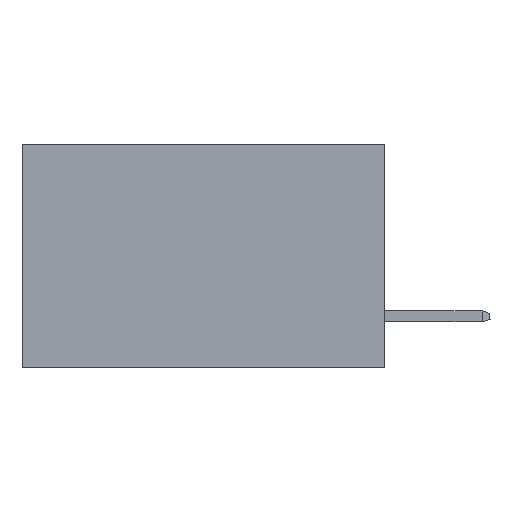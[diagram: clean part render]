
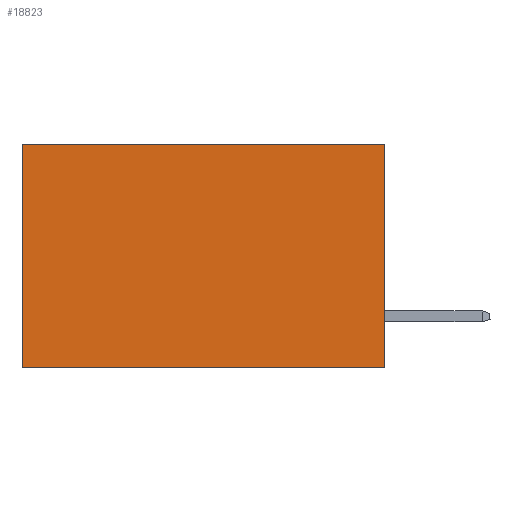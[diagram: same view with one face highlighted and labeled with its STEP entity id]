
A CAD part, left-side view. The second image highlights one B-rep face of the part: STEP entity #18823.
In plain terms, the highlighted planar face has unit normal (-1, 0, 0).
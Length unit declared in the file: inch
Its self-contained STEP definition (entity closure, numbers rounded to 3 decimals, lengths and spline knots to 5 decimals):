
#775 = DIRECTION ( 'NONE',  ( 0., 0., -1. ) ) ;
#927 = LINE ( 'NONE', #3124, #2169 ) ;
#1017 = CARTESIAN_POINT ( 'NONE',  ( 0.298, 0.6, 0. ) ) ;
#1245 = VERTEX_POINT ( 'NONE', #16418 ) ;
#1736 = ORIENTED_EDGE ( 'NONE', *, *, #6167, .F. ) ;
#2169 = VECTOR ( 'NONE', #21958, 39.37008 ) ;
#3124 = CARTESIAN_POINT ( 'NONE',  ( 0.298, 0., 0. ) ) ;
#4374 = ORIENTED_EDGE ( 'NONE', *, *, #20826, .T. ) ;
#4400 = ORIENTED_EDGE ( 'NONE', *, *, #9170, .F. ) ;
#5695 = FACE_OUTER_BOUND ( 'NONE', #9605, .T. ) ;
#6167 = EDGE_CURVE ( 'NONE', #17442, #24125, #15221, .T. ) ;
#9096 = CARTESIAN_POINT ( 'NONE',  ( 0.298, 0.6, 0. ) ) ;
#9170 = EDGE_CURVE ( 'NONE', #1245, #17442, #19494, .T. ) ;
#9605 = EDGE_LOOP ( 'NONE', ( #10302, #1736, #4400, #4374 ) ) ;
#9958 = DIRECTION ( 'NONE',  ( 1., 0., 0. ) ) ;
#10302 = ORIENTED_EDGE ( 'NONE', *, *, #18678, .T. ) ;
#10937 = CARTESIAN_POINT ( 'NONE',  ( 0.298, 0., -0.37 ) ) ;
#13950 = VECTOR ( 'NONE', #16884, 39.37008 ) ;
#13962 = CARTESIAN_POINT ( 'NONE',  ( 0.298, 0., 0. ) ) ;
#15221 = LINE ( 'NONE', #10937, #13950 ) ;
#15887 = CARTESIAN_POINT ( 'NONE',  ( 0.298, 0.6, -0.37 ) ) ;
#15979 = PLANE ( 'NONE',  #18061 ) ;
#16418 = CARTESIAN_POINT ( 'NONE',  ( 0.298, 0., 0. ) ) ;
#16884 = DIRECTION ( 'NONE',  ( 0., 1., 0. ) ) ;
#17442 = VERTEX_POINT ( 'NONE', #20889 ) ;
#18061 = AXIS2_PLACEMENT_3D ( 'NONE', #13962, #9958, #26111 ) ;
#18678 = EDGE_CURVE ( 'NONE', #23567, #24125, #21809, .T. ) ;
#18823 = ADVANCED_FACE ( 'NONE', ( #5695 ), #15979, .F. ) ;
#19253 = DIRECTION ( 'NONE',  ( 0., 0., -1. ) ) ;
#19494 = LINE ( 'NONE', #22787, #25184 ) ;
#20826 = EDGE_CURVE ( 'NONE', #1245, #23567, #927, .T. ) ;
#20889 = CARTESIAN_POINT ( 'NONE',  ( 0.298, 0., -0.37 ) ) ;
#21809 = LINE ( 'NONE', #9096, #23715 ) ;
#21958 = DIRECTION ( 'NONE',  ( 0., 1., 0. ) ) ;
#22787 = CARTESIAN_POINT ( 'NONE',  ( 0.298, 0., 0. ) ) ;
#23567 = VERTEX_POINT ( 'NONE', #1017 ) ;
#23715 = VECTOR ( 'NONE', #19253, 39.37008 ) ;
#24125 = VERTEX_POINT ( 'NONE', #15887 ) ;
#25184 = VECTOR ( 'NONE', #775, 39.37008 ) ;
#26111 = DIRECTION ( 'NONE',  ( 0., 0., -1. ) ) ;
